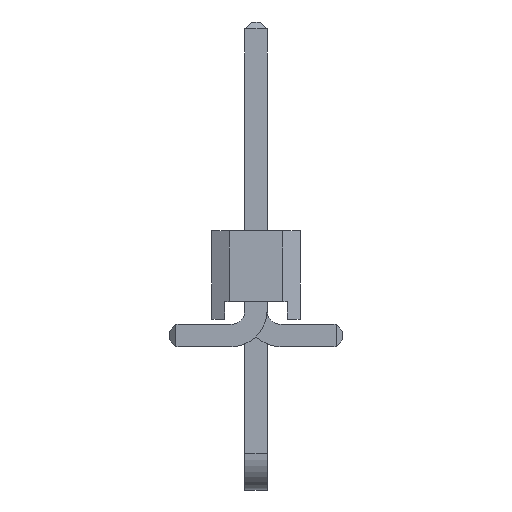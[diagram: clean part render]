
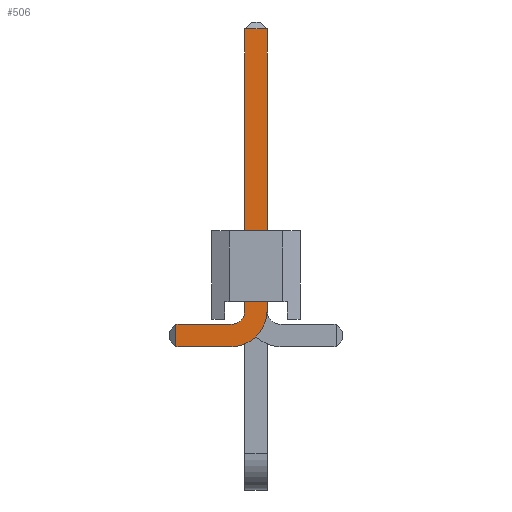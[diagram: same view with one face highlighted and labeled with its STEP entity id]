
A CAD part, left-side view. The second image highlights one B-rep face of the part: STEP entity #506.
In plain terms, the highlighted face is planar.
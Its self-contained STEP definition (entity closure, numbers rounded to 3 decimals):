
#506 = ADVANCED_FACE( '', ( #1166 ), #1167, .T. );
#1166 = FACE_OUTER_BOUND( '', #1980, .T. );
#1167 = PLANE( '', #1981 );
#1980 = EDGE_LOOP( '', ( #3561, #3562, #3563, #3564, #3565, #3566, #3567, #3568 ) );
#1981 = AXIS2_PLACEMENT_3D( '', #3569, #3570, #3571 );
#3561 = ORIENTED_EDGE( '', *, *, #5101, .F. );
#3562 = ORIENTED_EDGE( '', *, *, #5248, .T. );
#3563 = ORIENTED_EDGE( '', *, *, #5489, .F. );
#3564 = ORIENTED_EDGE( '', *, *, #5490, .F. );
#3565 = ORIENTED_EDGE( '', *, *, #5491, .F. );
#3566 = ORIENTED_EDGE( '', *, *, #5492, .T. );
#3567 = ORIENTED_EDGE( '', *, *, #5403, .F. );
#3568 = ORIENTED_EDGE( '', *, *, #4961, .F. );
#3569 = CARTESIAN_POINT( '', ( 0.72, 0.32, -5.14 ) );
#3570 = DIRECTION( '', ( 0., 1., 0. ) );
#3571 = DIRECTION( '', ( 0., 0., 1. ) );
#4961 = EDGE_CURVE( '', #5999, #6000, #6001, .T. );
#5101 = EDGE_CURVE( '', #6238, #5999, #6240, .T. );
#5248 = EDGE_CURVE( '', #6238, #6482, #6484, .T. );
#5403 = EDGE_CURVE( '', #6000, #6173, #6737, .T. );
#5489 = EDGE_CURVE( '', #6854, #6482, #6855, .T. );
#5490 = EDGE_CURVE( '', #6856, #6854, #6857, .T. );
#5491 = EDGE_CURVE( '', #6858, #6856, #6859, .T. );
#5492 = EDGE_CURVE( '', #6858, #6173, #6860, .T. );
#5999 = VERTEX_POINT( '', #7516 );
#6000 = VERTEX_POINT( '', #7517 );
#6001 = CIRCLE( '', #7518, 0.4 );
#6173 = VERTEX_POINT( '', #7769 );
#6238 = VERTEX_POINT( '', #7864 );
#6240 = LINE( '', #7867, #7868 );
#6482 = VERTEX_POINT( '', #8224 );
#6484 = LINE( '', #8227, #8228 );
#6737 = LINE( '', #8623, #8624 );
#6854 = VERTEX_POINT( '', #8801 );
#6855 = LINE( '', #8802, #8803 );
#6856 = VERTEX_POINT( '', #8804 );
#6857 = CIRCLE( '', #8805, 1.04 );
#6858 = VERTEX_POINT( '', #8806 );
#6859 = LINE( '', #8807, #8808 );
#6860 = LINE( '', #8809, #8810 );
#7516 = CARTESIAN_POINT( '', ( 0.72, 0.32, -5.54 ) );
#7517 = CARTESIAN_POINT( '', ( 0.32, 0.32, -5.14 ) );
#7518 = AXIS2_PLACEMENT_3D( '', #9501, #9502, #9503 );
#7769 = CARTESIAN_POINT( '', ( 0.32, 0.32, 2.95 ) );
#7864 = CARTESIAN_POINT( '', ( 2.3, 0.32, -5.54 ) );
#7867 = CARTESIAN_POINT( '', ( 2.5, 0.32, -5.54 ) );
#7868 = VECTOR( '', #9617, 1000. );
#8224 = CARTESIAN_POINT( '', ( 2.3, 0.32, -6.18 ) );
#8227 = CARTESIAN_POINT( '', ( 2.3, 0.32, -6.18 ) );
#8228 = VECTOR( '', #9733, 1000. );
#8623 = CARTESIAN_POINT( '', ( 0.32, 0.32, -5.14 ) );
#8624 = VECTOR( '', #9876, 1000. );
#8801 = CARTESIAN_POINT( '', ( 0.72, 0.32, -6.18 ) );
#8802 = CARTESIAN_POINT( '', ( 2.5, 0.32, -6.18 ) );
#8803 = VECTOR( '', #9937, 1000. );
#8804 = CARTESIAN_POINT( '', ( -0.32, 0.32, -5.14 ) );
#8805 = AXIS2_PLACEMENT_3D( '', #9938, #9939, #9940 );
#8806 = CARTESIAN_POINT( '', ( -0.32, 0.32, 2.95 ) );
#8807 = CARTESIAN_POINT( '', ( -0.32, 0.32, -5.14 ) );
#8808 = VECTOR( '', #9941, 1000. );
#8809 = CARTESIAN_POINT( '', ( 0.32, 0.32, 2.95 ) );
#8810 = VECTOR( '', #9942, 1000. );
#9501 = CARTESIAN_POINT( '', ( 0.72, 0.32, -5.14 ) );
#9502 = DIRECTION( '', ( 0., 1., 0. ) );
#9503 = DIRECTION( '', ( 1., 0., 0. ) );
#9617 = DIRECTION( '', ( -1., 0., 0. ) );
#9733 = DIRECTION( '', ( 0., 0., -1. ) );
#9876 = DIRECTION( '', ( 0., 0., 1. ) );
#9937 = DIRECTION( '', ( 1., 0., 0. ) );
#9938 = CARTESIAN_POINT( '', ( 0.72, 0.32, -5.14 ) );
#9939 = DIRECTION( '', ( 0., -1., 0. ) );
#9940 = DIRECTION( '', ( 1., 0., 0. ) );
#9941 = DIRECTION( '', ( 0., 0., -1. ) );
#9942 = DIRECTION( '', ( 1., 0., 0. ) );
